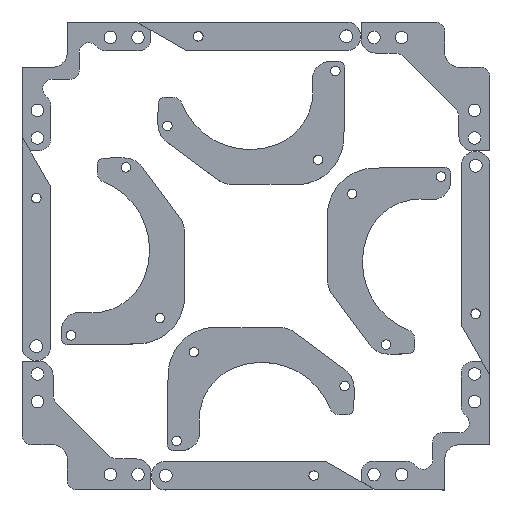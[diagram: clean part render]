
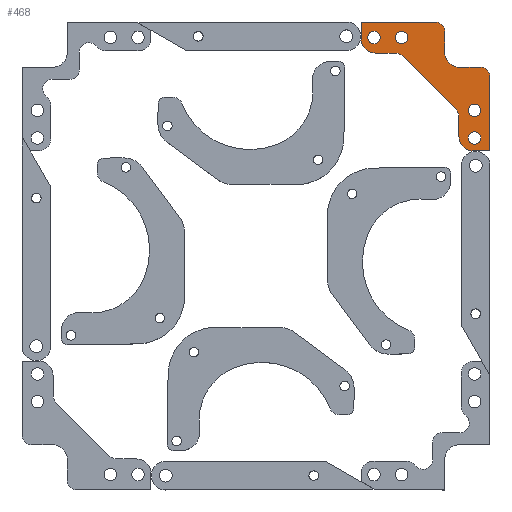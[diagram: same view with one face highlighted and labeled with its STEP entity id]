
A CAD part, top view. The second image highlights one B-rep face of the part: STEP entity #468.
In plain terms, the highlighted planar face has unit normal (0, 0, 1).
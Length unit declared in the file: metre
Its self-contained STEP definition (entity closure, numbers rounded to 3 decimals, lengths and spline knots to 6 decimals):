
#468=ADVANCED_FACE('0:2679',(#1231,#1232,#1233,#1234,#1235),#1236,.T.);
#1231=FACE_BOUND('',#2191,.T.);
#1232=FACE_BOUND('',#2192,.T.);
#1233=FACE_OUTER_BOUND('',#2193,.T.);
#1234=FACE_BOUND('',#2194,.T.);
#1235=FACE_BOUND('',#2195,.T.);
#1236=PLANE('',#2196);
#2191=EDGE_LOOP('',(#4963,#4964));
#2192=EDGE_LOOP('',(#4965,#4966,#4967));
#2193=EDGE_LOOP('',(#4968,#4969,#4970,#4971,#4972,#4973,#4974,#4975,#4976,#4977,#4978,#4979,#4980,#4981,#4982,#4983));
#2194=EDGE_LOOP('',(#4984,#4985));
#2195=EDGE_LOOP('',(#4986,#4987,#4988));
#2196=AXIS2_PLACEMENT_3D('',#4989,#4990,#4991);
#4963=ORIENTED_EDGE('',*,*,#6801,.F.);
#4964=ORIENTED_EDGE('',*,*,#6790,.F.);
#4965=ORIENTED_EDGE('',*,*,#6802,.F.);
#4966=ORIENTED_EDGE('',*,*,#6803,.F.);
#4967=ORIENTED_EDGE('',*,*,#6798,.F.);
#4968=ORIENTED_EDGE('',*,*,#6804,.F.);
#4969=ORIENTED_EDGE('',*,*,#6805,.T.);
#4970=ORIENTED_EDGE('',*,*,#6806,.T.);
#4971=ORIENTED_EDGE('',*,*,#6807,.T.);
#4972=ORIENTED_EDGE('',*,*,#6808,.T.);
#4973=ORIENTED_EDGE('',*,*,#6809,.T.);
#4974=ORIENTED_EDGE('',*,*,#6810,.F.);
#4975=ORIENTED_EDGE('',*,*,#6811,.T.);
#4976=ORIENTED_EDGE('',*,*,#6812,.T.);
#4977=ORIENTED_EDGE('',*,*,#6813,.F.);
#4978=ORIENTED_EDGE('',*,*,#6814,.F.);
#4979=ORIENTED_EDGE('',*,*,#6815,.F.);
#4980=ORIENTED_EDGE('',*,*,#6816,.T.);
#4981=ORIENTED_EDGE('',*,*,#6817,.T.);
#4982=ORIENTED_EDGE('',*,*,#6818,.T.);
#4983=ORIENTED_EDGE('',*,*,#6819,.T.);
#4984=ORIENTED_EDGE('',*,*,#6820,.F.);
#4985=ORIENTED_EDGE('',*,*,#6786,.F.);
#4986=ORIENTED_EDGE('',*,*,#6821,.F.);
#4987=ORIENTED_EDGE('',*,*,#6822,.F.);
#4988=ORIENTED_EDGE('',*,*,#6794,.F.);
#4989=CARTESIAN_POINT('',(0.08914,0.08914,0.0049));
#4990=DIRECTION('',(0.0,0.0,1.0));
#4991=DIRECTION('',(0.0,-1.0,0.0));
#6786=EDGE_CURVE('0:2799',#8482,#8485,#8486,.F.);
#6790=EDGE_CURVE('0:2745',#8490,#8493,#8494,.F.);
#6794=EDGE_CURVE('0:2802',#8498,#8501,#8502,.F.);
#6798=EDGE_CURVE('0:2748',#8506,#8509,#8510,.F.);
#6801=EDGE_CURVE('0:2745',#8493,#8490,#8514,.F.);
#6802=EDGE_CURVE('0:2748',#8515,#8506,#8516,.F.);
#6803=EDGE_CURVE('0:2748',#8509,#8515,#8517,.F.);
#6804=EDGE_CURVE('0:2751',#8518,#8519,#8520,.T.);
#6805=EDGE_CURVE('0:2754',#8518,#8521,#8522,.T.);
#6806=EDGE_CURVE('0:2757',#8521,#8523,#8524,.T.);
#6807=EDGE_CURVE('0:2760',#8523,#8525,#8526,.T.);
#6808=EDGE_CURVE('0:2763',#8525,#8527,#8528,.T.);
#6809=EDGE_CURVE('0:2766',#8527,#8529,#8530,.T.);
#6810=EDGE_CURVE('0:2769',#8531,#8529,#8532,.T.);
#6811=EDGE_CURVE('0:2772',#8531,#8533,#8534,.T.);
#6812=EDGE_CURVE('0:2775',#8533,#8535,#8536,.T.);
#6813=EDGE_CURVE('0:2778',#8537,#8535,#8538,.T.);
#6814=EDGE_CURVE('0:2781',#8539,#8537,#8540,.T.);
#6815=EDGE_CURVE('0:2784',#8541,#8539,#8542,.T.);
#6816=EDGE_CURVE('0:2787',#8541,#8543,#8544,.T.);
#6817=EDGE_CURVE('0:2790',#8543,#8545,#8546,.T.);
#6818=EDGE_CURVE('0:2793',#8545,#8547,#8548,.T.);
#6819=EDGE_CURVE('0:2796',#8547,#8519,#8549,.T.);
#6820=EDGE_CURVE('0:2799',#8485,#8482,#8550,.F.);
#6821=EDGE_CURVE('0:2802',#8551,#8498,#8552,.F.);
#6822=EDGE_CURVE('0:2802',#8501,#8551,#8553,.F.);
#8482=VERTEX_POINT('',#10920);
#8485=VERTEX_POINT('',#10924);
#8486=CIRCLE('',#10925,0.0013);
#8490=VERTEX_POINT('',#10930);
#8493=VERTEX_POINT('',#10934);
#8494=CIRCLE('',#10935,0.0013);
#8498=VERTEX_POINT('',#10940);
#8501=VERTEX_POINT('',#10944);
#8502=CIRCLE('',#10945,0.0013);
#8506=VERTEX_POINT('',#10950);
#8509=VERTEX_POINT('',#10954);
#8510=CIRCLE('',#10955,0.0013);
#8514=CIRCLE('',#10960,0.0013);
#8515=VERTEX_POINT('',#10961);
#8516=CIRCLE('',#10962,0.0013);
#8517=CIRCLE('',#10963,0.0013);
#8518=VERTEX_POINT('',#10964);
#8519=VERTEX_POINT('',#10965);
#8520=LINE('',#10966,#10967);
#8521=VERTEX_POINT('NONE',#10968);
#8522=CIRCLE('',#10969,0.003);
#8523=VERTEX_POINT('NONE',#10970);
#8524=LINE('',#10971,#10972);
#8525=VERTEX_POINT('NONE',#10973);
#8526=CIRCLE('',#10974,0.002);
#8527=VERTEX_POINT('NONE',#10975);
#8528=LINE('',#10976,#10977);
#8529=VERTEX_POINT('NONE',#10978);
#8530=CIRCLE('',#10979,0.002);
#8531=VERTEX_POINT('NONE',#10980);
#8532=LINE('',#10981,#10982);
#8533=VERTEX_POINT('',#10983);
#8534=CIRCLE('',#10984,0.003);
#8535=VERTEX_POINT('',#10985);
#8536=LINE('',#10986,#10987);
#8537=VERTEX_POINT('NONE',#10988);
#8538=LINE('',#10989,#10990);
#8539=VERTEX_POINT('NONE',#10991);
#8540=CIRCLE('',#10992,0.002);
#8541=VERTEX_POINT('NONE',#10993);
#8542=LINE('',#10994,#10995);
#8543=VERTEX_POINT('NONE',#10996);
#8544=CIRCLE('',#10997,0.00314);
#8545=VERTEX_POINT('NONE',#10998);
#8546=LINE('',#10999,#11000);
#8547=VERTEX_POINT('NONE',#11001);
#8548=CIRCLE('',#11002,0.002);
#8549=LINE('',#11003,#11004);
#8550=CIRCLE('',#11005,0.0013);
#8551=VERTEX_POINT('',#11006);
#8552=CIRCLE('',#11007,0.0013);
#8553=CIRCLE('',#11008,0.0013);
#10920=CARTESIAN_POINT('',(0.09475,0.0782,0.0049));
#10924=CARTESIAN_POINT('',(0.09475,0.0808,0.0049));
#10925=AXIS2_PLACEMENT_3D('',#13157,#13158,#13159);
#10930=CARTESIAN_POINT('',(0.0795,0.09345,0.0049));
#10934=CARTESIAN_POINT('',(0.0795,0.09605,0.0049));
#10935=AXIS2_PLACEMENT_3D('',#13165,#13166,#13167);
#10940=CARTESIAN_POINT('',(0.09475,0.0724,0.0049));
#10944=CARTESIAN_POINT('',(0.09475,0.075,0.0049));
#10945=AXIS2_PLACEMENT_3D('',#13173,#13174,#13175);
#10950=CARTESIAN_POINT('',(0.0737,0.09345,0.0049));
#10954=CARTESIAN_POINT('',(0.0737,0.09605,0.0049));
#10955=AXIS2_PLACEMENT_3D('',#13181,#13182,#13183);
#10960=AXIS2_PLACEMENT_3D('',#13188,#13189,#13190);
#10961=CARTESIAN_POINT('',(0.0724,0.09475,0.0049));
#10962=AXIS2_PLACEMENT_3D('',#13191,#13192,#13193);
#10963=AXIS2_PLACEMENT_3D('',#13194,#13195,#13196);
#10964=CARTESIAN_POINT('',(0.071,0.0945,0.0049));
#10965=CARTESIAN_POINT('',(0.071,0.098,0.0049));
#10966=CARTESIAN_POINT('',(0.071,0.09357,0.0049));
#10967=VECTOR('',#13197,1.0);
#10968=CARTESIAN_POINT('',(0.074,0.0915,0.0049));
#10969=AXIS2_PLACEMENT_3D('',#13198,#13199,#13200);
#10970=CARTESIAN_POINT('',(0.078172,0.0915,0.0049));
#10971=CARTESIAN_POINT('',(0.071,0.0915,0.0049));
#10972=VECTOR('',#13201,1.0);
#10973=CARTESIAN_POINT('',(0.079586,0.090914,0.0049));
#10974=AXIS2_PLACEMENT_3D('',#13202,#13203,#13204);
#10975=CARTESIAN_POINT('',(0.090914,0.079586,0.0049));
#10976=CARTESIAN_POINT('',(0.079,0.0915,0.0049));
#10977=VECTOR('',#13205,1.);
#10978=CARTESIAN_POINT('',(0.0915,0.078172,0.0049));
#10979=AXIS2_PLACEMENT_3D('',#13206,#13207,#13208);
#10980=CARTESIAN_POINT('',(0.0915,0.074,0.0049));
#10981=CARTESIAN_POINT('',(0.0915,0.071,0.0049));
#10982=VECTOR('',#13209,1.0);
#10983=CARTESIAN_POINT('',(0.0945,0.071,0.0049));
#10984=AXIS2_PLACEMENT_3D('',#13210,#13211,#13212);
#10985=CARTESIAN_POINT('',(0.098,0.071,0.0049));
#10986=CARTESIAN_POINT('',(0.09357,0.071,0.0049));
#10987=VECTOR('',#13213,1.0);
#10988=CARTESIAN_POINT('',(0.098,0.0865,0.0049));
#10989=CARTESIAN_POINT('',(0.098,0.0865,0.0049));
#10990=VECTOR('',#13214,1.0);
#10991=CARTESIAN_POINT('',(0.096,0.0885,0.0049));
#10992=AXIS2_PLACEMENT_3D('',#13215,#13216,#13217);
#10993=CARTESIAN_POINT('',(0.09164,0.0885,0.0049));
#10994=CARTESIAN_POINT('',(0.09164,0.0885,0.0049));
#10995=VECTOR('',#13218,1.0);
#10996=CARTESIAN_POINT('',(0.0885,0.09164,0.0049));
#10997=AXIS2_PLACEMENT_3D('',#13219,#13220,#13221);
#10998=CARTESIAN_POINT('',(0.0885,0.096,0.0049));
#10999=CARTESIAN_POINT('',(0.0885,0.09164,0.0049));
#11000=VECTOR('',#13222,1.0);
#11001=CARTESIAN_POINT('',(0.0865,0.098,0.0049));
#11002=AXIS2_PLACEMENT_3D('',#13223,#13224,#13225);
#11003=CARTESIAN_POINT('',(0.0865,0.098,0.0049));
#11004=VECTOR('',#13226,1.0);
#11005=AXIS2_PLACEMENT_3D('',#13227,#13228,#13229);
#11006=CARTESIAN_POINT('',(0.09345,0.0737,0.0049));
#11007=AXIS2_PLACEMENT_3D('',#13230,#13231,#13232);
#11008=AXIS2_PLACEMENT_3D('',#13233,#13234,#13235);
#13157=CARTESIAN_POINT('',(0.09475,0.0795,0.0049));
#13158=DIRECTION('',(-0.0,-0.0,-1.0));
#13159=DIRECTION('',(0.0,-1.0,0.0));
#13165=CARTESIAN_POINT('',(0.0795,0.09475,0.0049));
#13166=DIRECTION('',(-0.0,-0.0,-1.0));
#13167=DIRECTION('',(0.0,-1.0,0.0));
#13173=CARTESIAN_POINT('',(0.09475,0.0737,0.0049));
#13174=DIRECTION('',(-0.0,-0.0,-1.0));
#13175=DIRECTION('',(0.0,-1.0,0.0));
#13181=CARTESIAN_POINT('',(0.0737,0.09475,0.0049));
#13182=DIRECTION('',(-0.0,-0.0,-1.0));
#13183=DIRECTION('',(0.0,-1.0,0.0));
#13188=CARTESIAN_POINT('',(0.0795,0.09475,0.0049));
#13189=DIRECTION('',(-0.0,-0.0,-1.0));
#13190=DIRECTION('',(0.0,-1.0,0.0));
#13191=CARTESIAN_POINT('',(0.0737,0.09475,0.0049));
#13192=DIRECTION('',(-0.0,-0.0,-1.0));
#13193=DIRECTION('',(0.0,-1.0,0.0));
#13194=CARTESIAN_POINT('',(0.0737,0.09475,0.0049));
#13195=DIRECTION('',(-0.0,-0.0,-1.0));
#13196=DIRECTION('',(0.0,-1.0,0.0));
#13197=DIRECTION('',(0.0,1.0,0.0));
#13198=CARTESIAN_POINT('',(0.074,0.0945,0.0049));
#13199=DIRECTION('',(0.0,0.0,1.0));
#13200=DIRECTION('',(0.0,-1.0,0.0));
#13201=DIRECTION('',(1.0,0.0,0.0));
#13202=CARTESIAN_POINT('',(0.078172,0.0895,0.0049));
#13203=DIRECTION('',(-0.0,0.0,-1.0));
#13204=DIRECTION('',(0.,-1.0,0.0));
#13205=DIRECTION('',(0.707,-0.707,0.0));
#13206=CARTESIAN_POINT('',(0.0895,0.078172,0.0049));
#13207=DIRECTION('',(0.0,0.0,-1.0));
#13208=DIRECTION('',(0.0,-1.0,0.0));
#13209=DIRECTION('',(0.,1.0,0.0));
#13210=CARTESIAN_POINT('',(0.0945,0.074,0.0049));
#13211=DIRECTION('',(0.0,0.0,1.0));
#13212=DIRECTION('',(0.0,-1.0,0.0));
#13213=DIRECTION('',(1.0,0.,0.0));
#13214=DIRECTION('',(0.,-1.0,0.0));
#13215=CARTESIAN_POINT('',(0.096,0.0865,0.0049));
#13216=DIRECTION('',(-0.0,0.0,-1.0));
#13217=DIRECTION('',(-1.0,0.,0.0));
#13218=DIRECTION('',(1.0,0.,0.0));
#13219=CARTESIAN_POINT('',(0.09164,0.09164,0.0049));
#13220=DIRECTION('',(0.0,0.0,-1.0));
#13221=DIRECTION('',(0.0,1.0,0.0));
#13222=DIRECTION('',(0.0,1.0,0.0));
#13223=CARTESIAN_POINT('',(0.0865,0.096,0.0049));
#13224=DIRECTION('',(0.0,0.0,1.0));
#13225=DIRECTION('',(0.0,-1.0,0.0));
#13226=DIRECTION('',(-1.0,0.0,0.0));
#13227=CARTESIAN_POINT('',(0.09475,0.0795,0.0049));
#13228=DIRECTION('',(-0.0,-0.0,-1.0));
#13229=DIRECTION('',(0.0,-1.0,0.0));
#13230=CARTESIAN_POINT('',(0.09475,0.0737,0.0049));
#13231=DIRECTION('',(-0.0,-0.0,-1.0));
#13232=DIRECTION('',(0.0,-1.0,0.0));
#13233=CARTESIAN_POINT('',(0.09475,0.0737,0.0049));
#13234=DIRECTION('',(-0.0,-0.0,-1.0));
#13235=DIRECTION('',(0.0,-1.0,0.0));
